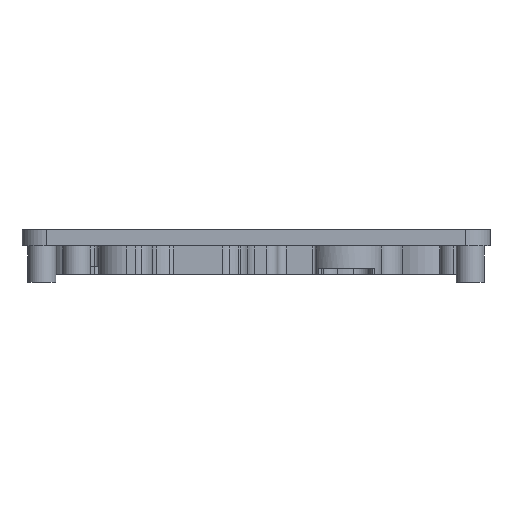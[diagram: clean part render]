
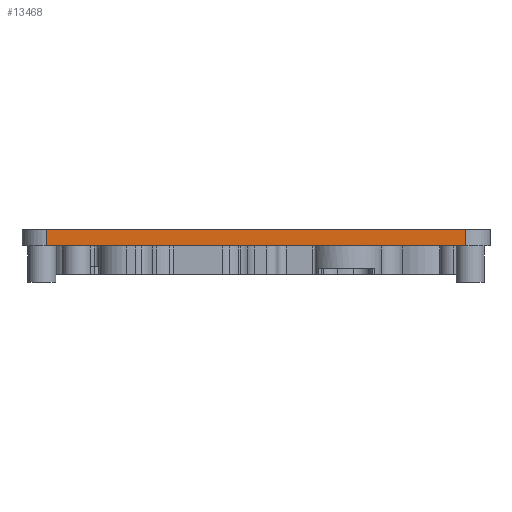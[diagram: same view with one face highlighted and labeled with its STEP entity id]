
A CAD part, front view. The second image highlights one B-rep face of the part: STEP entity #13468.
In plain terms, the highlighted planar face has unit normal (0, -1, 0).
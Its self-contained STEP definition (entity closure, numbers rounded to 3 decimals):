
#89 = LINE ( 'NONE', #14536, #1716 ) ;
#312 = DIRECTION ( 'NONE',  ( 0., -1., 0. ) ) ;
#950 = ORIENTED_EDGE ( 'NONE', *, *, #15651, .F. ) ;
#1284 = DIRECTION ( 'NONE',  ( 0., 0., -1. ) ) ;
#1369 = VECTOR ( 'NONE', #14165, 1000. ) ;
#1371 = FACE_OUTER_BOUND ( 'NONE', #10192, .T. ) ;
#1716 = VECTOR ( 'NONE', #11981, 1000. ) ;
#2373 = CARTESIAN_POINT ( 'NONE',  ( 32.631, -53.5, 4. ) ) ;
#2598 = EDGE_CURVE ( 'NONE', #12214, #10303, #3672, .T. ) ;
#3672 = LINE ( 'NONE', #2373, #1369 ) ;
#3889 = CARTESIAN_POINT ( 'NONE',  ( 83.131, -53.5, 0. ) ) ;
#4058 = DIRECTION ( 'NONE',  ( 1., 0., 0. ) ) ;
#4614 = CARTESIAN_POINT ( 'NONE',  ( 29.081, -53.5, 0. ) ) ;
#4682 = ORIENTED_EDGE ( 'NONE', *, *, #12262, .T. ) ;
#4782 = AXIS2_PLACEMENT_3D ( 'NONE', #17199, #312, #1284 ) ;
#4893 = CARTESIAN_POINT ( 'NONE',  ( 133.631, -53.5, 4. ) ) ;
#4972 = DIRECTION ( 'NONE',  ( 0., 0., -1. ) ) ;
#5694 = VECTOR ( 'NONE', #4972, 1000. ) ;
#6368 = LINE ( 'NONE', #16604, #5694 ) ;
#6674 = EDGE_CURVE ( 'NONE', #12936, #11705, #15793, .T. ) ;
#6684 = PLANE ( 'NONE',  #4782 ) ;
#10192 = EDGE_LOOP ( 'NONE', ( #12803, #4682, #10691, #950 ) ) ;
#10303 = VERTEX_POINT ( 'NONE', #4893 ) ;
#10691 = ORIENTED_EDGE ( 'NONE', *, *, #6674, .T. ) ;
#10699 = CARTESIAN_POINT ( 'NONE',  ( 29.081, -53.5, 4. ) ) ;
#11705 = VERTEX_POINT ( 'NONE', #13679 ) ;
#11981 = DIRECTION ( 'NONE',  ( 0., 0., -1. ) ) ;
#12214 = VERTEX_POINT ( 'NONE', #10699 ) ;
#12262 = EDGE_CURVE ( 'NONE', #12214, #12936, #89, .T. ) ;
#12803 = ORIENTED_EDGE ( 'NONE', *, *, #2598, .F. ) ;
#12936 = VERTEX_POINT ( 'NONE', #4614 ) ;
#13468 = ADVANCED_FACE ( 'NONE', ( #1371 ), #6684, .T. ) ;
#13679 = CARTESIAN_POINT ( 'NONE',  ( 133.631, -53.5, 0. ) ) ;
#14165 = DIRECTION ( 'NONE',  ( 1., 0., 0. ) ) ;
#14536 = CARTESIAN_POINT ( 'NONE',  ( 29.081, -53.5, -0.002 ) ) ;
#15052 = VECTOR ( 'NONE', #4058, 1000. ) ;
#15651 = EDGE_CURVE ( 'NONE', #10303, #11705, #6368, .T. ) ;
#15793 = LINE ( 'NONE', #3889, #15052 ) ;
#16604 = CARTESIAN_POINT ( 'NONE',  ( 133.631, -53.5, -0.002 ) ) ;
#17199 = CARTESIAN_POINT ( 'NONE',  ( 83.131, -53.5, -0.002 ) ) ;
